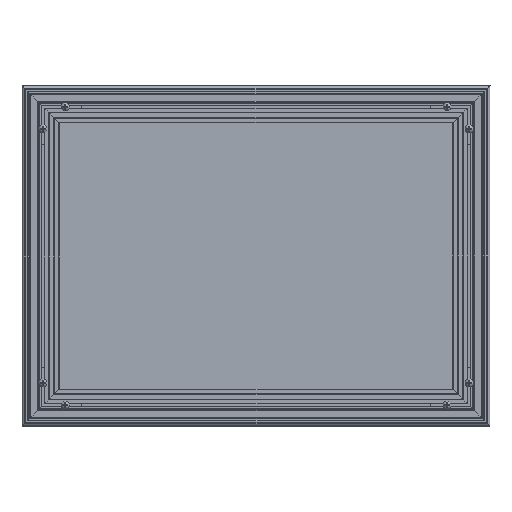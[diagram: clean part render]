
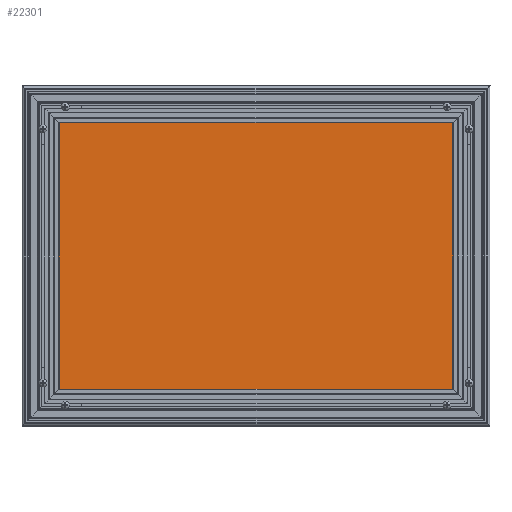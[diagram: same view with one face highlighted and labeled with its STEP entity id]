
A CAD part, front view. The second image highlights one B-rep face of the part: STEP entity #22301.
In plain terms, the highlighted planar face has unit normal (0, -1, 0).
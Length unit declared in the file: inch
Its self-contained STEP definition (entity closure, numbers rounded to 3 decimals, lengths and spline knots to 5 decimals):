
#2614 = PLANE ( 'NONE',  #2659 ) ;
#2659 = AXIS2_PLACEMENT_3D ( 'NONE', #42385, #62173, #17641 ) ;
#4336 = VECTOR ( 'NONE', #53667, 39.37008 ) ;
#4921 = VERTEX_POINT ( 'NONE', #46064 ) ;
#8319 = EDGE_CURVE ( 'NONE', #29919, #26806, #38839, .T. ) ;
#13132 = EDGE_CURVE ( 'NONE', #26806, #51537, #21120, .T. ) ;
#14642 = EDGE_LOOP ( 'NONE', ( #26642, #19041, #34698, #45802 ) ) ;
#16830 = EDGE_CURVE ( 'NONE', #51537, #4921, #18871, .T. ) ;
#17641 = DIRECTION ( 'NONE',  ( 0., 0., 1. ) ) ;
#18871 = LINE ( 'NONE', #43308, #4336 ) ;
#19041 = ORIENTED_EDGE ( 'NONE', *, *, #57879, .F. ) ;
#21120 = LINE ( 'NONE', #61991, #48865 ) ;
#22301 = ADVANCED_FACE ( 'NONE', ( #47229 ), #2614, .F. ) ;
#26642 = ORIENTED_EDGE ( 'NONE', *, *, #8319, .F. ) ;
#26806 = VERTEX_POINT ( 'NONE', #54838 ) ;
#28184 = DIRECTION ( 'NONE',  ( 0., 0., -1. ) ) ;
#29919 = VERTEX_POINT ( 'NONE', #53377 ) ;
#31079 = VECTOR ( 'NONE', #55859, 39.37008 ) ;
#34698 = ORIENTED_EDGE ( 'NONE', *, *, #16830, .F. ) ;
#38839 = LINE ( 'NONE', #58605, #39512 ) ;
#39512 = VECTOR ( 'NONE', #63496, 39.37008 ) ;
#40619 = LINE ( 'NONE', #60384, #31079 ) ;
#42385 = CARTESIAN_POINT ( 'NONE',  ( -10.11041, 0.06861, 0. ) ) ;
#43308 = CARTESIAN_POINT ( 'NONE',  ( -10.11041, 0.06861, -6.59375 ) ) ;
#45802 = ORIENTED_EDGE ( 'NONE', *, *, #13132, .F. ) ;
#46064 = CARTESIAN_POINT ( 'NONE',  ( -19.70416, 0.06861, -6.59375 ) ) ;
#47229 = FACE_OUTER_BOUND ( 'NONE', #14642, .T. ) ;
#48865 = VECTOR ( 'NONE', #28184, 39.37008 ) ;
#51537 = VERTEX_POINT ( 'NONE', #57496 ) ;
#53377 = CARTESIAN_POINT ( 'NONE',  ( -19.70416, 0.06861, 6.59375 ) ) ;
#53667 = DIRECTION ( 'NONE',  ( -1., 0., 0. ) ) ;
#54838 = CARTESIAN_POINT ( 'NONE',  ( -0.51666, 0.06861, 6.59375 ) ) ;
#55859 = DIRECTION ( 'NONE',  ( 0., 0., 1. ) ) ;
#57496 = CARTESIAN_POINT ( 'NONE',  ( -0.51666, 0.06861, -6.59375 ) ) ;
#57879 = EDGE_CURVE ( 'NONE', #4921, #29919, #40619, .T. ) ;
#58605 = CARTESIAN_POINT ( 'NONE',  ( -10.11041, 0.06861, 6.59375 ) ) ;
#60384 = CARTESIAN_POINT ( 'NONE',  ( -19.70416, 0.06861, 0. ) ) ;
#61991 = CARTESIAN_POINT ( 'NONE',  ( -0.51666, 0.06861, 0. ) ) ;
#62173 = DIRECTION ( 'NONE',  ( 0., 1., 0. ) ) ;
#63496 = DIRECTION ( 'NONE',  ( 1., 0., 0. ) ) ;
